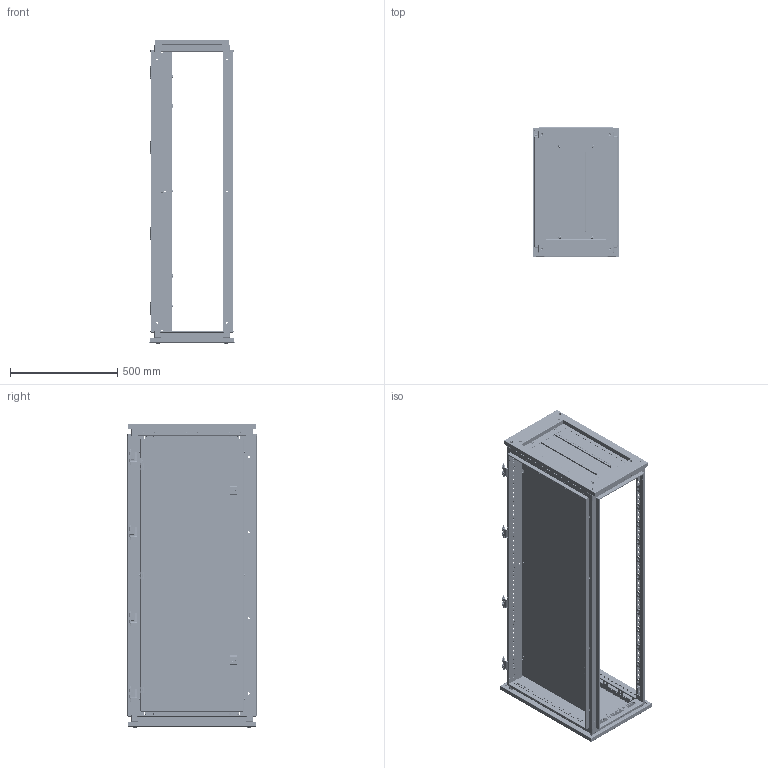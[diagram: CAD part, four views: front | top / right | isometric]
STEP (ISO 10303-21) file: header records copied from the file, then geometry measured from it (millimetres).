
FILE_DESCRIPTION (( 'STEP AP203' ), '1' );
FILE_NAME ('R5PIE1460.step', '2011-03-31T11:18:01', ( 'User' ), ( 'DKC' ), 'SwSTEP 2.0', 'SolidWorks 2011', '' );
FILE_SCHEMA (( 'CONFIG_CONTROL_DESIGN' ));
Products named in the file (39): R5PIE1460; Wood screw 4.2x13_R5A07; Special nut M6 R5A51_AC00C485; Ïåòëÿ âíóòðåííåé äâåðè; axis_Default; ïåòëÿ öåíòð; ïåòëÿ; MOLLA AC00C344_AC00C344; Handle internal door; AC00C348; Hex Flange Bolt M6x10_ISO 4162 - M6 x 12 x 12-S; Linguetta per porte interne AC00C537_Default; Inserto a doppio pettine AC00C443_AC00C343; BASETTA ESTERNA PER BOX AC00C503_AC00C503; Traversa orizzontale telaio porta interna_600; Montante porta interna_1400; Sviluppo porta interna quadro_1400x600; Enclouser framework_R5KTB64+R5KMDR14; AC00C254_Default; cerniera DAE_Default; Assem roof_KTB64; end-cap; land; Button head screw with recessed hexahedron M12 x 20 _ISO 7380 - M12 x 20 --- 20S; Sviluppo tetto da_600x400; Montante per quadro_1400; Assem base_KTB64; Capscrew with recessed hexahedron M6 x 10_ISO 4762 M6 x 10 --- 10S; ISO 7044-M6-S_ISO 7044-M6-S; Acc00c561_Default; Traversa inferiore tenuta fondo_400; Fondo per quadro da_600x95; AC00C469S_Default; AC00C469D_Default; Traversa laterale per quadro prof_400; Traversa frontale per quadro largh._600; sealant for base_600x400; Lamiera trasversale per fondo da_600; Lamiera laterale per fondo da_400
Assembly tree (112 placements, depth 4):
  R5PIE1460
    Capscrew with recessed hexahedron M6 x 10_ISO 4762 M6 x 10 --- 10S  x13
    Montante porta interna_1400  x2
    Wood screw 4.2x13_R5A07  x4
    Traversa orizzontale telaio porta interna_600  x2
    Special nut M6 R5A51_AC00C485  x10
    Sviluppo porta interna quadro_1400x600
    MOLLA AC00C344_AC00C344  x2
    Enclouser framework_R5KTB64+R5KMDR14
      AC00C254_Default  x4
      cerniera DAE_Default  x4
      Assem base_KTB64
        Acc00c561_Default  x6
        Fondo per quadro da_600x95  x3
        Lamiera trasversale per fondo da_600  x2
        AC00C469D_Default  x2
        AC00C469S_Default  x2
        ISO 7044-M6-S_ISO 7044-M6-S  x4
        Traversa laterale per quadro prof_400  x2
        sealant for base_600x400
        Capscrew with recessed hexahedron M6 x 10_ISO 4762 M6 x 10 --- 10S  x4
        Traversa frontale per quadro largh._600  x2
        Traversa inferiore tenuta fondo_400  x2
        Lamiera laterale per fondo da_400  x2
      Montante per quadro_1400  x4
      Assem roof_KTB64
        AC00C469D_Default  x2
        sealant for base_600x400
        Traversa laterale per quadro prof_400  x2
        end-cap  x2
        Traversa frontale per quadro largh._600  x2
        land  x2
        Button head screw with recessed hexahedron M12 x 20 _ISO 7380 - M12 x 20 --- 20S  x4
        Sviluppo tetto da_600x400
        AC00C469S_Default  x2
    Ïåòëÿ âíóòðåííåé äâåðè  x3
      axis_Default
      ïåòëÿ
      ïåòëÿ öåíòð
    Handle internal door  x2
      Hex Flange Bolt M6x10_ISO 4162 - M6 x 12 x 12-S
      Linguetta per porte interne AC00C537_Default
      Inserto a doppio pettine AC00C443_AC00C343
      AC00C348
      BASETTA ESTERNA PER BOX AC00C503_AC00C503
Bounding box: 399 x 600.5 x 1414.1 mm (x, y, z)
Volume: 6185148.6 mm3; surface area: 6918623.6 mm2
Topology: 117 solids, 117 shells, 15445 faces, 41212 edges, 26160 vertices
Faces by surface type: plane 7321, cylinder 4870, cone 1810, bspline 906, torus 382, sphere 156
Entity records: 223032 total; most frequent: CARTESIAN_POINT 103375, ORIENTED_EDGE 24336, DIRECTION 22642, EDGE_CURVE 12168, VERTEX_POINT 7773, AXIS2_PLACEMENT_3D 7739, LINE 7164, VECTOR 7164
